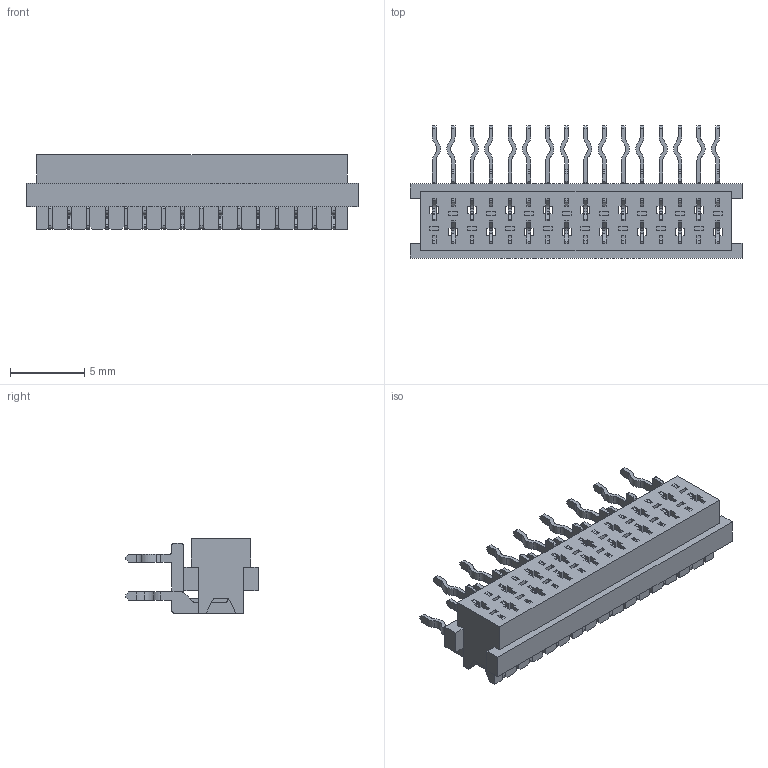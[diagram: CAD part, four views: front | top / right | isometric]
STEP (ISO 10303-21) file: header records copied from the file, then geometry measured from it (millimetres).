
FILE_DESCRIPTION( ( 'Unknown' ), '1' );
FILE_NAME( '690368181672.stp', 'Unknown', ( 'Unknown' ), ( 'Unknown' ), 'PSStep 15.0.49', 'Unknown', ' ' );
FILE_SCHEMA( ( 'AUTOMOTIVE_DESIGN { 1 0 10303 214 1 1 1 1 }' ) );
Length unit declared in the file: millimetre
Products named in the file (4): Assem1; Gehäuse; Pin; Pin_2
Assembly tree (17 placements, depth 2):
  Assem1
    Gehäuse
    Pin  x8
    Pin_2  x8
Bounding box: 22.32 x 8.9 x 5 mm (x, y, z)
Volume: 395.4 mm3; surface area: 1517.3 mm2
Topology: 17 solids, 17 shells, 1442 faces, 4140 edges, 2716 vertices
Faces by surface type: plane 1018, cylinder 424
Entity records: 25005 total; most frequent: CARTESIAN_POINT 3542, ORIENTED_EDGE 3534, DIRECTION 3155, EDGE_CURVE 1767, LINE 1661, VECTOR 1661, VERTEX_POINT 1134, AXIS2_PLACEMENT_3D 747
